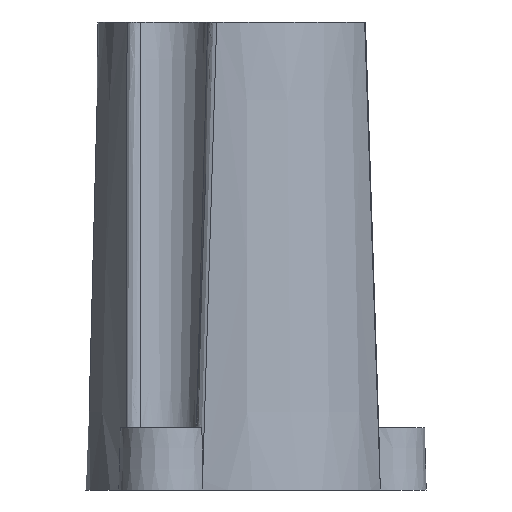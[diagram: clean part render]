
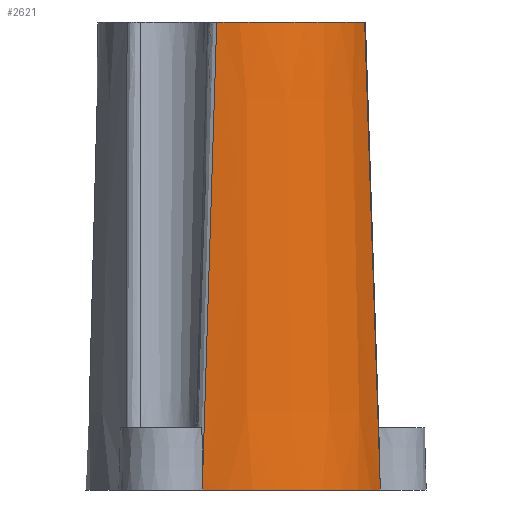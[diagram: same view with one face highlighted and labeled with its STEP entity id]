
A CAD part, left-side view. The second image highlights one B-rep face of the part: STEP entity #2621.
In plain terms, the highlighted conical face has half-angle 1.5 degrees and reference radius 14.5 mm.
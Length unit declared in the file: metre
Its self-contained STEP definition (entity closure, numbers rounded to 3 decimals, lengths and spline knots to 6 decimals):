
#491=CIRCLE('',#2788,0.0145);
#492=CIRCLE('',#2789,0.013322);
#585=ORIENTED_EDGE('',*,*,#1420,.T.);
#586=ORIENTED_EDGE('',*,*,#1403,.T.);
#587=ORIENTED_EDGE('',*,*,#1421,.T.);
#588=ORIENTED_EDGE('',*,*,#1422,.F.);
#589=ORIENTED_EDGE('',*,*,#1423,.T.);
#590=ORIENTED_EDGE('',*,*,#1416,.T.);
#1403=EDGE_CURVE('',#1821,#1822,#2104,.T.);
#1416=EDGE_CURVE('',#1834,#1833,#2112,.T.);
#1420=EDGE_CURVE('',#1833,#1821,#491,.T.);
#1421=EDGE_CURVE('',#1822,#1837,#2115,.T.);
#1422=EDGE_CURVE('',#1838,#1837,#492,.T.);
#1423=EDGE_CURVE('',#1838,#1834,#2116,.T.);
#1821=VERTEX_POINT('',#3635);
#1822=VERTEX_POINT('',#3636);
#1833=VERTEX_POINT('',#3682);
#1834=VERTEX_POINT('',#3687);
#1837=VERTEX_POINT('',#3705);
#1838=VERTEX_POINT('',#3707);
#2104=B_SPLINE_CURVE_WITH_KNOTS('',3,(#3631,#3632,#3633,#3634),
 .UNSPECIFIED.,.F.,.F.,(4,4),(0.005094,0.006002),
 .UNSPECIFIED.);
#2112=B_SPLINE_CURVE_WITH_KNOTS('',3,(#3683,#3684,#3685,#3686),
 .UNSPECIFIED.,.F.,.F.,(4,4),(0.007629,0.008537),
 .UNSPECIFIED.);
#2115=B_SPLINE_CURVE_WITH_KNOTS('',3,(#3701,#3702,#3703,#3704),
 .UNSPECIFIED.,.F.,.F.,(4,4),(0.000909,0.045031),
 .UNSPECIFIED.);
#2116=B_SPLINE_CURVE_WITH_KNOTS('',3,(#3708,#3709,#3710,#3711),
 .UNSPECIFIED.,.F.,.F.,(4,4),(0.,0.044123),.UNSPECIFIED.);
#2251=EDGE_LOOP('',(#585,#586,#587,#588,#589,#590));
#2422=FACE_BOUND('',#2251,.T.);
#2593=CONICAL_SURFACE('',#2787,0.0145,0.026);
#2621=ADVANCED_FACE('',(#2422),#2593,.T.);
#2787=AXIS2_PLACEMENT_3D('',#3699,#3027,#3028);
#2788=AXIS2_PLACEMENT_3D('',#3700,#3029,#3030);
#2789=AXIS2_PLACEMENT_3D('',#3706,#3031,#3032);
#3027=DIRECTION('',(0.,0.,-1.));
#3028=DIRECTION('',(1.,0.,0.));
#3029=DIRECTION('',(0.,0.,1.));
#3030=DIRECTION('',(1.,0.,0.));
#3031=DIRECTION('',(0.,0.,1.));
#3032=DIRECTION('',(1.,0.,0.));
#3631=CARTESIAN_POINT('',(-0.00428,-0.013854,0.));
#3632=CARTESIAN_POINT('',(-0.004271,-0.013848,0.000303));
#3633=CARTESIAN_POINT('',(-0.004263,-0.013842,0.000605));
#3634=CARTESIAN_POINT('',(-0.004255,-0.013837,0.000908));
#3635=CARTESIAN_POINT('',(-0.00428,-0.013854,0.));
#3636=CARTESIAN_POINT('',(-0.004255,-0.013837,0.000908));
#3682=CARTESIAN_POINT('',(-0.014138,0.003221,0.));
#3683=CARTESIAN_POINT('',(-0.014111,0.003233,0.000908));
#3684=CARTESIAN_POINT('',(-0.01412,0.003229,0.000605));
#3685=CARTESIAN_POINT('',(-0.014129,0.003225,0.000303));
#3686=CARTESIAN_POINT('',(-0.014138,0.003221,0.));
#3687=CARTESIAN_POINT('',(-0.014111,0.003233,0.000908));
#3699=CARTESIAN_POINT('',(0.,0.,0.));
#3700=CARTESIAN_POINT('',(0.,0.,0.));
#3701=CARTESIAN_POINT('',(-0.004255,-0.013837,0.000908));
#3702=CARTESIAN_POINT('',(-0.004546,-0.013345,0.015604));
#3703=CARTESIAN_POINT('',(-0.004779,-0.012852,0.030302));
#3704=CARTESIAN_POINT('',(-0.004975,-0.012358,0.045));
#3705=CARTESIAN_POINT('',(-0.004975,-0.012358,0.045));
#3706=CARTESIAN_POINT('',(0.,0.,0.045));
#3707=CARTESIAN_POINT('',(-0.01319,0.00187,0.045));
#3708=CARTESIAN_POINT('',(-0.01319,0.00187,0.045));
#3709=CARTESIAN_POINT('',(-0.013519,0.002287,0.030302));
#3710=CARTESIAN_POINT('',(-0.01383,0.002735,0.015604));
#3711=CARTESIAN_POINT('',(-0.014111,0.003233,0.000908));
